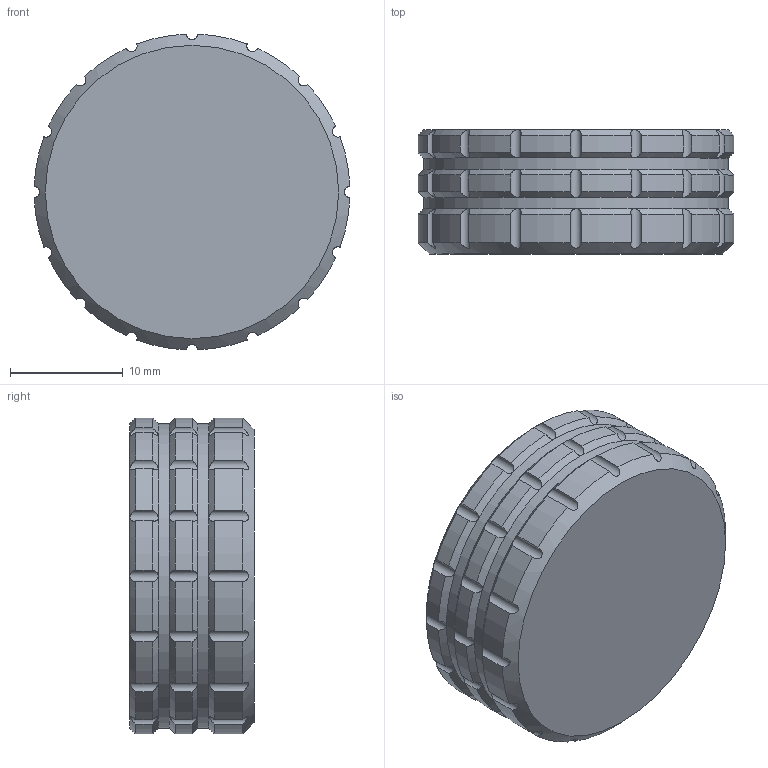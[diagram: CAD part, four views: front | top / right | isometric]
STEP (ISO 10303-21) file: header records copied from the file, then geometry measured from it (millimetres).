
FILE_DESCRIPTION(/* description */ (''),/* implementation_level */ '2;1');
FILE_NAME(/* name */ 'Wheel v5.step',/* time_stamp */ '2024-02-21T18:52:33-06:00',/* author */ (''),/* organization */ (''),/* preprocessor_version */ 'ST-DEVELOPER v20',/* originating_system */ 'Autodesk Translation Framework v12.20.1.177',/* authorisation */ '');
FILE_SCHEMA (('AUTOMOTIVE_DESIGN { 1 0 10303 214 3 1 1 }'));
Length unit declared in the file: millimetre
Products named in the file (1): Rueda
Bounding box: 27.98 x 11 x 27.98 mm (x, y, z)
Volume: 3311 mm3; surface area: 3273.8 mm2
Topology: 1 solids, 1 shells, 189 faces, 468 edges, 284 vertices
Faces by surface type: cylinder 101, cone 81, plane 7
Full cylindrical faces by diameter (mm): 6.2 x1, 10.2 x1, 24 x1, 27 x2
Entity records: 7434 total; most frequent: CARTESIAN_POINT 3135, ORIENTED_EDGE 936, DIRECTION 856, EDGE_CURVE 468, AXIS2_PLACEMENT_3D 375, VERTEX_POINT 284, EDGE_LOOP 192, FACE_OUTER_BOUND 189
